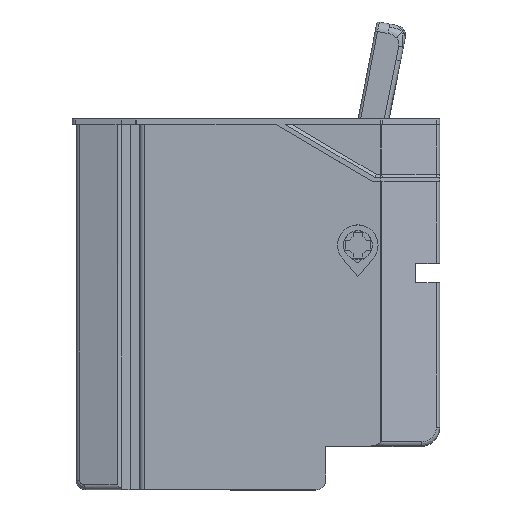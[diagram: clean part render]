
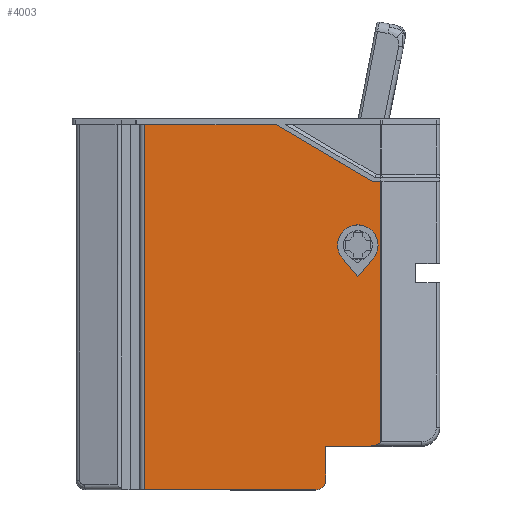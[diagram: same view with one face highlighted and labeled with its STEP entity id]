
A CAD part, top view. The second image highlights one B-rep face of the part: STEP entity #4003.
In plain terms, the highlighted planar face has unit normal (0, 0, 1).
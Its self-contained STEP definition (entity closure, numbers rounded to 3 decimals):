
#50=FACE_BOUND('',#1437,.T.);
#109=PLANE('',#4324);
#416=LINE('',#7785,#840);
#417=LINE('',#7787,#841);
#419=LINE('',#7793,#843);
#421=LINE('',#7797,#845);
#422=LINE('',#7801,#846);
#423=LINE('',#7803,#847);
#424=LINE('',#7807,#848);
#425=LINE('',#7809,#849);
#426=LINE('',#7810,#850);
#427=LINE('',#7813,#851);
#428=LINE('',#7815,#852);
#840=VECTOR('',#5053,10.);
#841=VECTOR('',#5054,10.);
#843=VECTOR('',#5060,10.);
#845=VECTOR('',#5064,10.);
#846=VECTOR('',#5067,10.);
#847=VECTOR('',#5068,10.);
#848=VECTOR('',#5071,10.);
#849=VECTOR('',#5072,10.);
#850=VECTOR('',#5073,10.);
#851=VECTOR('',#5074,10.);
#852=VECTOR('',#5075,10.);
#1041=ELLIPSE('',#4326,3.626,1.);
#1213=FACE_OUTER_BOUND('',#1436,.T.);
#1436=EDGE_LOOP('',(#3272,#3273,#3274,#3275,#3276,#3277,#3278,#3279,#3280,
#3281,#3282));
#1437=EDGE_LOOP('',(#3283,#3284,#3285));
#1636=CIRCLE('',#4325,2.);
#1637=CIRCLE('',#4327,4.2);
#1960=VERTEX_POINT('',#7782);
#1961=VERTEX_POINT('',#7784);
#1962=VERTEX_POINT('',#7786);
#1964=VERTEX_POINT('',#7791);
#1965=VERTEX_POINT('',#7796);
#1966=VERTEX_POINT('',#7798);
#1967=VERTEX_POINT('',#7800);
#1968=VERTEX_POINT('',#7802);
#1969=VERTEX_POINT('',#7804);
#1970=VERTEX_POINT('',#7806);
#1971=VERTEX_POINT('',#7808);
#1972=VERTEX_POINT('',#7811);
#1973=VERTEX_POINT('',#7812);
#1974=VERTEX_POINT('',#7814);
#2439=EDGE_CURVE('',#1961,#1960,#416,.T.);
#2440=EDGE_CURVE('',#1962,#1961,#417,.T.);
#2443=EDGE_CURVE('',#1964,#1960,#419,.T.);
#2445=EDGE_CURVE('',#1964,#1965,#421,.T.);
#2446=EDGE_CURVE('',#1966,#1965,#1636,.T.);
#2447=EDGE_CURVE('',#1966,#1967,#422,.T.);
#2448=EDGE_CURVE('',#1967,#1968,#423,.T.);
#2449=EDGE_CURVE('',#1969,#1968,#1041,.T.);
#2450=EDGE_CURVE('',#1970,#1969,#424,.T.);
#2451=EDGE_CURVE('',#1970,#1971,#425,.T.);
#2452=EDGE_CURVE('',#1971,#1962,#426,.T.);
#2453=EDGE_CURVE('',#1972,#1973,#427,.T.);
#2454=EDGE_CURVE('',#1973,#1974,#428,.T.);
#2455=EDGE_CURVE('',#1974,#1972,#1637,.T.);
#3272=ORIENTED_EDGE('',*,*,#2443,.F.);
#3273=ORIENTED_EDGE('',*,*,#2445,.T.);
#3274=ORIENTED_EDGE('',*,*,#2446,.F.);
#3275=ORIENTED_EDGE('',*,*,#2447,.T.);
#3276=ORIENTED_EDGE('',*,*,#2448,.T.);
#3277=ORIENTED_EDGE('',*,*,#2449,.F.);
#3278=ORIENTED_EDGE('',*,*,#2450,.F.);
#3279=ORIENTED_EDGE('',*,*,#2451,.T.);
#3280=ORIENTED_EDGE('',*,*,#2452,.T.);
#3281=ORIENTED_EDGE('',*,*,#2440,.T.);
#3282=ORIENTED_EDGE('',*,*,#2439,.T.);
#3283=ORIENTED_EDGE('',*,*,#2453,.T.);
#3284=ORIENTED_EDGE('',*,*,#2454,.T.);
#3285=ORIENTED_EDGE('',*,*,#2455,.T.);
#4003=ADVANCED_FACE('',(#1213,#50),#109,.T.);
#4324=AXIS2_PLACEMENT_3D('',#7795,#5062,#5063);
#4325=AXIS2_PLACEMENT_3D('',#7799,#5065,#5066);
#4326=AXIS2_PLACEMENT_3D('',#7805,#5069,#5070);
#4327=AXIS2_PLACEMENT_3D('',#7816,#5076,#5077);
#5053=DIRECTION('',(-1.,0.,0.));
#5054=DIRECTION('',(-1.,0.,0.));
#5060=DIRECTION('',(0.,1.,0.));
#5062=DIRECTION('center_axis',(0.,0.,1.));
#5063=DIRECTION('ref_axis',(1.,0.,0.));
#5064=DIRECTION('',(1.,0.,0.));
#5065=DIRECTION('center_axis',(0.,0.,-1.));
#5066=DIRECTION('ref_axis',(0.707,-0.707,0.));
#5067=DIRECTION('',(0.,1.,0.));
#5068=DIRECTION('',(1.,0.,0.));
#5069=DIRECTION('center_axis',(0.,0.,-1.));
#5070=DIRECTION('ref_axis',(1.,0.,0.));
#5071=DIRECTION('',(0.,-1.,0.));
#5072=DIRECTION('',(-1.,0.,0.));
#5073=DIRECTION('',(-0.861,0.509,0.));
#5074=DIRECTION('',(-0.643,-0.766,0.));
#5075=DIRECTION('',(-0.643,0.766,0.));
#5076=DIRECTION('center_axis',(0.,0.,-1.));
#5077=DIRECTION('ref_axis',(1.,0.,0.));
#7782=CARTESIAN_POINT('',(-35.6,75.8,14.75));
#7784=CARTESIAN_POINT('',(-8.334,75.8,14.75));
#7785=CARTESIAN_POINT('',(-24.525,75.8,14.75));
#7786=CARTESIAN_POINT('',(-8.269,75.8,14.75));
#7787=CARTESIAN_POINT('',(-24.525,75.8,14.75));
#7791=CARTESIAN_POINT('',(-35.6,0.,14.75));
#7793=CARTESIAN_POINT('',(-35.6,0.,14.75));
#7795=CARTESIAN_POINT('Origin',(-36.6,0.,14.75));
#7796=CARTESIAN_POINT('',(0.,0.,14.75));
#7797=CARTESIAN_POINT('',(-49.8,0.,14.75));
#7798=CARTESIAN_POINT('',(2.,2.,14.75));
#7799=CARTESIAN_POINT('Origin',(0.,2.,14.75));
#7800=CARTESIAN_POINT('',(2.,9.,14.75));
#7801=CARTESIAN_POINT('',(2.,4.5,14.75));
#7802=CARTESIAN_POINT('',(9.874,9.,14.75));
#7803=CARTESIAN_POINT('',(-4.8,9.,14.75));
#7804=CARTESIAN_POINT('',(13.359,9.724,14.75));
#7805=CARTESIAN_POINT('Origin',(9.874,10.,14.75));
#7806=CARTESIAN_POINT('',(13.359,64.,14.75));
#7807=CARTESIAN_POINT('',(13.359,0.,14.75));
#7808=CARTESIAN_POINT('',(11.7,64.,14.75));
#7809=CARTESIAN_POINT('',(-11.55,64.,14.75));
#7810=CARTESIAN_POINT('',(7.815,66.295,14.75));
#7811=CARTESIAN_POINT('',(11.917,48.1,14.75));
#7812=CARTESIAN_POINT('',(8.7,44.266,14.75));
#7813=CARTESIAN_POINT('',(-11.557,20.125,14.75));
#7814=CARTESIAN_POINT('',(5.483,48.1,14.75));
#7815=CARTESIAN_POINT('',(8.631,44.348,14.75));
#7816=CARTESIAN_POINT('Origin',(8.7,50.8,14.75));
